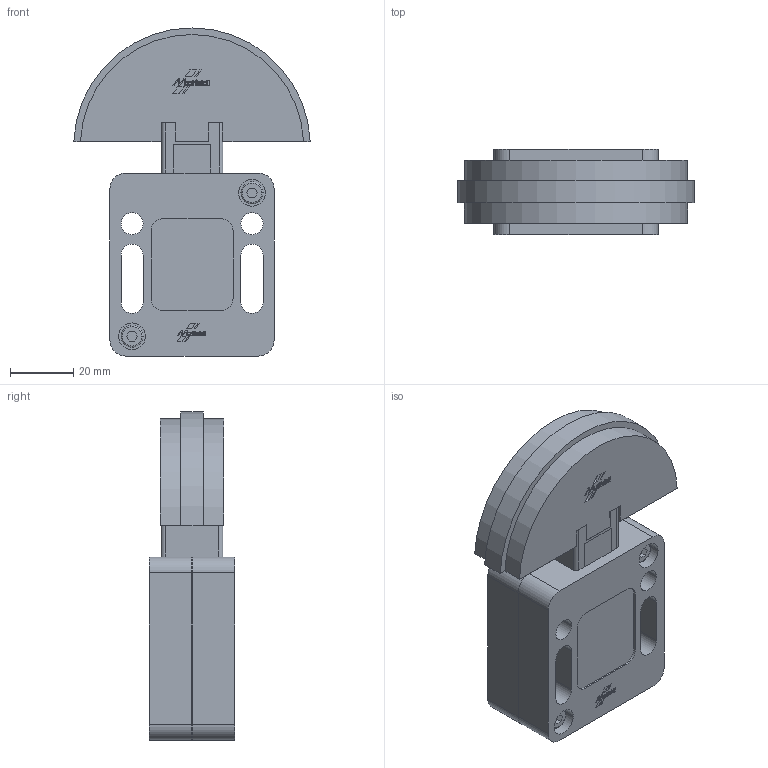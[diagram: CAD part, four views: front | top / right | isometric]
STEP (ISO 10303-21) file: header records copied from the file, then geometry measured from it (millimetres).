
FILE_DESCRIPTION(('STEP AP214'),'1');
FILE_NAME('cctmp_F6FC06CE-7E04-4AB7-9C44-37D67B12FE40_2023_6_20_12_36_38_622..stp','2023-06-20T10:36:38',('Murtfeldt Kunststoffe GmbH & Co.KG'),('CADClick - www.CADClick.com'),'Spatial InterOp 3D',' ','unknown authorization');
FILE_SCHEMA(('AUTOMOTIVE_DESIGN'));
Length unit declared in the file: millimetre
Products named in the file (1): 1
Bounding box: 74.94 x 27 x 104 mm (x, y, z)
Volume: 112606.7 mm3; surface area: 32042.8 mm2
Topology: 3 solids, 5 shells, 534 faces, 1437 edges, 948 vertices
Faces by surface type: plane 293, cylinder 215, torus 16, cone 10
Entity records: 21121 total; most frequent: DIRECTION 2975, CARTESIAN_POINT 2916, ORIENTED_EDGE 2862, EDGE_CURVE 1431, AXIS2_PLACEMENT_3D 1007, LINE 961, VECTOR 961, VERTEX_POINT 948
